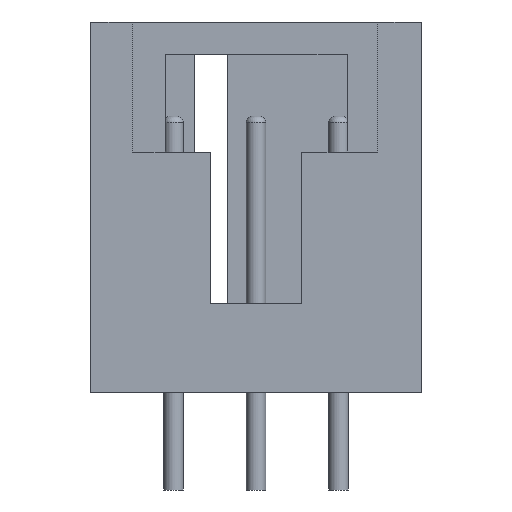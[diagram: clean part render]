
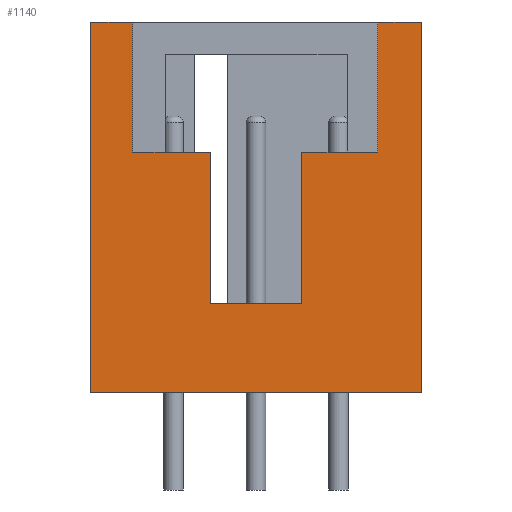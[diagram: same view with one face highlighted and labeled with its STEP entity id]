
A CAD part, front view. The second image highlights one B-rep face of the part: STEP entity #1140.
In plain terms, the highlighted planar face has unit normal (0, -1, 0).
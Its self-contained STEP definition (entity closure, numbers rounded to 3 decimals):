
#33 = EDGE_LOOP ( 'NONE', ( #1673, #203, #1712, #774, #1912, #1566, #1858, #1219, #1450, #395, #892, #294, #1816, #1321 ) ) ;
#45 = VERTEX_POINT ( 'NONE', #1277 ) ;
#66 = DIRECTION ( 'NONE',  ( 1., 0., 0. ) ) ;
#77 = VERTEX_POINT ( 'NONE', #1899 ) ;
#89 = CARTESIAN_POINT ( 'NONE',  ( 0., -2.5, 7.4 ) ) ;
#119 = CARTESIAN_POINT ( 'NONE',  ( -1.393, -2.5, 7.4 ) ) ;
#122 = VECTOR ( 'NONE', #793, 1000. ) ;
#140 = CARTESIAN_POINT ( 'NONE',  ( 0., -2.5, 7.4 ) ) ;
#144 = VERTEX_POINT ( 'NONE', #1864 ) ;
#180 = VERTEX_POINT ( 'NONE', #827 ) ;
#203 = ORIENTED_EDGE ( 'NONE', *, *, #208, .T. ) ;
#208 = EDGE_CURVE ( 'NONE', #847, #45, #689, .T. ) ;
#211 = VERTEX_POINT ( 'NONE', #1725 ) ;
#267 = CARTESIAN_POINT ( 'NONE',  ( 0., -2.5, 2.75 ) ) ;
#294 = ORIENTED_EDGE ( 'NONE', *, *, #1534, .T. ) ;
#297 = VECTOR ( 'NONE', #1270, 1000. ) ;
#319 = VERTEX_POINT ( 'NONE', #819 ) ;
#364 = CARTESIAN_POINT ( 'NONE',  ( 3.746, -2.5, 11.4 ) ) ;
#395 = ORIENTED_EDGE ( 'NONE', *, *, #791, .T. ) ;
#504 = VECTOR ( 'NONE', #516, 1000. ) ;
#513 = EDGE_CURVE ( 'NONE', #1087, #1028, #1045, .T. ) ;
#516 = DIRECTION ( 'NONE',  ( 0., 0., -1. ) ) ;
#534 = CARTESIAN_POINT ( 'NONE',  ( -5.09, -2.5, 11.4 ) ) ;
#562 = DIRECTION ( 'NONE',  ( -1., 0., 0. ) ) ;
#634 = VECTOR ( 'NONE', #1916, 1000. ) ;
#650 = VECTOR ( 'NONE', #1164, 1000. ) ;
#654 = DIRECTION ( 'NONE',  ( 0., 0., -1. ) ) ;
#689 = LINE ( 'NONE', #1418, #297 ) ;
#710 = VECTOR ( 'NONE', #1215, 1000. ) ;
#758 = CARTESIAN_POINT ( 'NONE',  ( -2.793, -2.5, 7.4 ) ) ;
#762 = LINE ( 'NONE', #89, #710 ) ;
#765 = VERTEX_POINT ( 'NONE', #887 ) ;
#774 = ORIENTED_EDGE ( 'NONE', *, *, #778, .T. ) ;
#776 = VERTEX_POINT ( 'NONE', #1322 ) ;
#778 = EDGE_CURVE ( 'NONE', #211, #776, #1184, .T. ) ;
#791 = EDGE_CURVE ( 'NONE', #319, #144, #1573, .T. ) ;
#793 = DIRECTION ( 'NONE',  ( 0., 0., -1. ) ) ;
#819 = CARTESIAN_POINT ( 'NONE',  ( 3.746, -2.5, 7.4 ) ) ;
#824 = PLANE ( 'NONE',  #927 ) ;
#827 = CARTESIAN_POINT ( 'NONE',  ( 1.409, -2.5, 7.4 ) ) ;
#847 = VERTEX_POINT ( 'NONE', #758 ) ;
#887 = CARTESIAN_POINT ( 'NONE',  ( 3.746, -2.5, 11.4 ) ) ;
#892 = ORIENTED_EDGE ( 'NONE', *, *, #1387, .T. ) ;
#895 = DIRECTION ( 'NONE',  ( -1., 0., 0. ) ) ;
#905 = CARTESIAN_POINT ( 'NONE',  ( 0., -2.5, 7.4 ) ) ;
#909 = EDGE_CURVE ( 'NONE', #1815, #847, #762, .T. ) ;
#927 = AXIS2_PLACEMENT_3D ( 'NONE', #1253, #964, #66 ) ;
#934 = LINE ( 'NONE', #1378, #1280 ) ;
#935 = CARTESIAN_POINT ( 'NONE',  ( -3.799, -2.5, 11.4 ) ) ;
#954 = VERTEX_POINT ( 'NONE', #1818 ) ;
#964 = DIRECTION ( 'NONE',  ( 0., -1., 0. ) ) ;
#986 = DIRECTION ( 'NONE',  ( 0., 0., -1. ) ) ;
#1028 = VERTEX_POINT ( 'NONE', #1092 ) ;
#1045 = LINE ( 'NONE', #267, #650 ) ;
#1064 = EDGE_CURVE ( 'NONE', #1815, #1028, #934, .T. ) ;
#1086 = EDGE_CURVE ( 'NONE', #765, #319, #1685, .T. ) ;
#1087 = VERTEX_POINT ( 'NONE', #1246 ) ;
#1092 = CARTESIAN_POINT ( 'NONE',  ( -1.393, -2.5, 2.75 ) ) ;
#1117 = CARTESIAN_POINT ( 'NONE',  ( 5.09, -2.5, 11.4 ) ) ;
#1129 = VECTOR ( 'NONE', #895, 1000. ) ;
#1140 = ADVANCED_FACE ( 'NONE', ( #1535 ), #824, .T. ) ;
#1164 = DIRECTION ( 'NONE',  ( -1., 0., 0. ) ) ;
#1180 = DIRECTION ( 'NONE',  ( -1., 0., 0. ) ) ;
#1184 = LINE ( 'NONE', #1934, #1638 ) ;
#1192 = EDGE_CURVE ( 'NONE', #954, #1240, #1615, .T. ) ;
#1207 = VECTOR ( 'NONE', #986, 1000. ) ;
#1214 = EDGE_CURVE ( 'NONE', #954, #765, #1468, .T. ) ;
#1215 = DIRECTION ( 'NONE',  ( -1., 0., 0. ) ) ;
#1219 = ORIENTED_EDGE ( 'NONE', *, *, #1214, .T. ) ;
#1240 = VERTEX_POINT ( 'NONE', #1886 ) ;
#1246 = CARTESIAN_POINT ( 'NONE',  ( 1.409, -2.5, 2.75 ) ) ;
#1252 = VECTOR ( 'NONE', #1682, 1000. ) ;
#1253 = CARTESIAN_POINT ( 'NONE',  ( 5.09, -2.5, 11.4 ) ) ;
#1258 = EDGE_CURVE ( 'NONE', #1240, #77, #1819, .T. ) ;
#1270 = DIRECTION ( 'NONE',  ( -1., 0., 0. ) ) ;
#1277 = CARTESIAN_POINT ( 'NONE',  ( -3.799, -2.5, 7.4 ) ) ;
#1280 = VECTOR ( 'NONE', #654, 1000. ) ;
#1292 = CARTESIAN_POINT ( 'NONE',  ( 5.09, -2.5, 11.4 ) ) ;
#1308 = LINE ( 'NONE', #1523, #122 ) ;
#1321 = ORIENTED_EDGE ( 'NONE', *, *, #1064, .F. ) ;
#1322 = CARTESIAN_POINT ( 'NONE',  ( -5.09, -2.5, 11.4 ) ) ;
#1378 = CARTESIAN_POINT ( 'NONE',  ( -1.393, -2.5, 7.4 ) ) ;
#1387 = EDGE_CURVE ( 'NONE', #144, #180, #1622, .T. ) ;
#1411 = VECTOR ( 'NONE', #562, 1000. ) ;
#1418 = CARTESIAN_POINT ( 'NONE',  ( 0., -2.5, 7.4 ) ) ;
#1450 = ORIENTED_EDGE ( 'NONE', *, *, #1086, .T. ) ;
#1468 = LINE ( 'NONE', #1292, #1411 ) ;
#1523 = CARTESIAN_POINT ( 'NONE',  ( 1.409, -2.5, 7.4 ) ) ;
#1534 = EDGE_CURVE ( 'NONE', #180, #1087, #1308, .T. ) ;
#1535 = FACE_OUTER_BOUND ( 'NONE', #33, .T. ) ;
#1549 = EDGE_CURVE ( 'NONE', #211, #45, #1753, .T. ) ;
#1566 = ORIENTED_EDGE ( 'NONE', *, *, #1258, .F. ) ;
#1571 = LINE ( 'NONE', #534, #1945 ) ;
#1573 = LINE ( 'NONE', #140, #1129 ) ;
#1615 = LINE ( 'NONE', #1117, #1207 ) ;
#1622 = LINE ( 'NONE', #905, #1937 ) ;
#1638 = VECTOR ( 'NONE', #1180, 1000. ) ;
#1673 = ORIENTED_EDGE ( 'NONE', *, *, #909, .T. ) ;
#1682 = DIRECTION ( 'NONE',  ( 0., 0., -1. ) ) ;
#1685 = LINE ( 'NONE', #364, #504 ) ;
#1700 = EDGE_CURVE ( 'NONE', #776, #77, #1571, .T. ) ;
#1712 = ORIENTED_EDGE ( 'NONE', *, *, #1549, .F. ) ;
#1714 = DIRECTION ( 'NONE',  ( 0., 0., -1. ) ) ;
#1725 = CARTESIAN_POINT ( 'NONE',  ( -3.799, -2.5, 11.4 ) ) ;
#1750 = CARTESIAN_POINT ( 'NONE',  ( 5.09, -2.5, 0. ) ) ;
#1753 = LINE ( 'NONE', #935, #1252 ) ;
#1786 = DIRECTION ( 'NONE',  ( -1., 0., 0. ) ) ;
#1815 = VERTEX_POINT ( 'NONE', #119 ) ;
#1816 = ORIENTED_EDGE ( 'NONE', *, *, #513, .T. ) ;
#1818 = CARTESIAN_POINT ( 'NONE',  ( 5.09, -2.5, 11.4 ) ) ;
#1819 = LINE ( 'NONE', #1750, #634 ) ;
#1858 = ORIENTED_EDGE ( 'NONE', *, *, #1192, .F. ) ;
#1864 = CARTESIAN_POINT ( 'NONE',  ( 2.805, -2.5, 7.4 ) ) ;
#1886 = CARTESIAN_POINT ( 'NONE',  ( 5.09, -2.5, 0. ) ) ;
#1899 = CARTESIAN_POINT ( 'NONE',  ( -5.09, -2.5, 0. ) ) ;
#1912 = ORIENTED_EDGE ( 'NONE', *, *, #1700, .T. ) ;
#1916 = DIRECTION ( 'NONE',  ( -1., 0., 0. ) ) ;
#1934 = CARTESIAN_POINT ( 'NONE',  ( 5.09, -2.5, 11.4 ) ) ;
#1937 = VECTOR ( 'NONE', #1786, 1000. ) ;
#1945 = VECTOR ( 'NONE', #1714, 1000. ) ;
